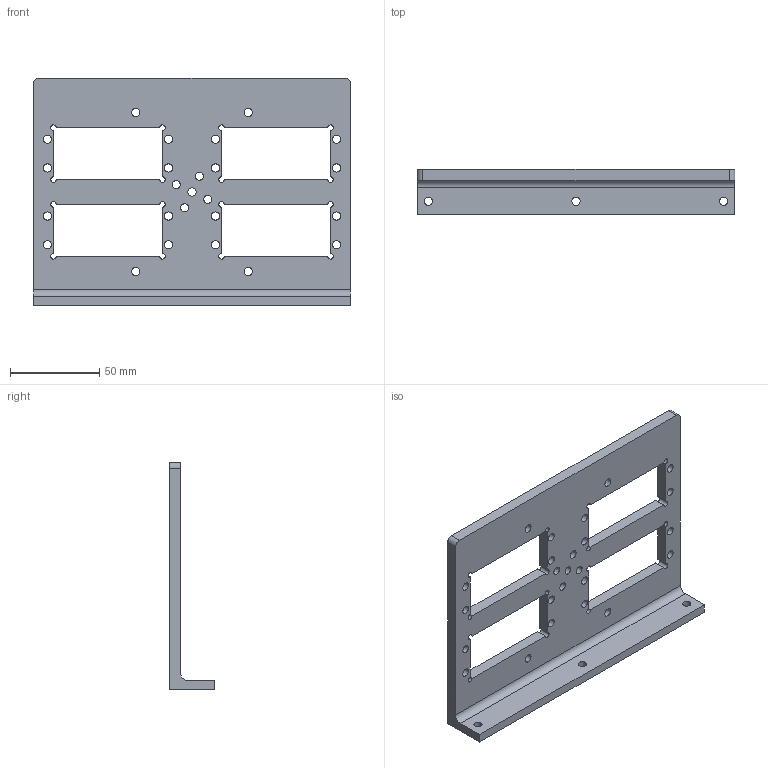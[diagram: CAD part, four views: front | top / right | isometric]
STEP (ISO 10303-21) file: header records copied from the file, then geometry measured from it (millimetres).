
FILE_DESCRIPTION( ( '' ), ' ' );
FILE_NAME( '5e9257c147ae4114db18602b.step', '2020-04-11T23:50:25', ( '' ), ( '' ), ' ', ' ', ' ' );
FILE_SCHEMA( ( 'AUTOMOTIVE_DESIGN { 1 0 10303 214 1 1 1 1 }' ) );
Length unit declared in the file: metre
Products named in the file (1): Part 1
Bounding box: 177.8 x 25.4 x 127 mm (x, y, z)
Volume: 112824.9 mm3; surface area: 47963.1 mm2
Topology: 1 solids, 1 shells, 71 faces, 207 edges, 138 vertices
Faces by surface type: cylinder 47, plane 24
Full cylindrical faces by diameter (mm): 4.572 x28
Entity records: 2967 total; most frequent: DIRECTION 417, CARTESIAN_POINT 389, ORIENTED_EDGE 358, EDGE_CURVE 179, AXIS2_PLACEMENT_3D 166, EDGE_LOOP 163, VERTEX_POINT 138, FACE_OUTER_BOUND 99
